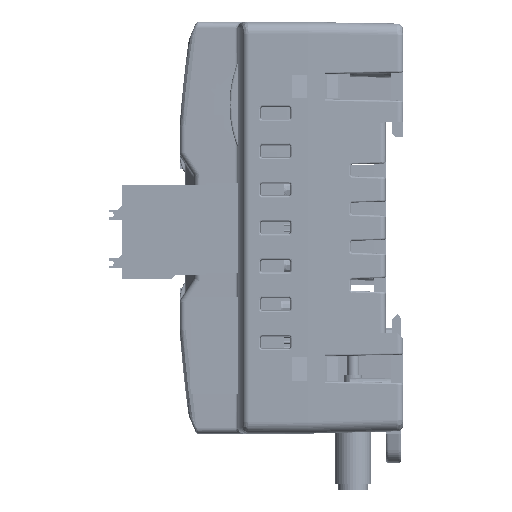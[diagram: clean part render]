
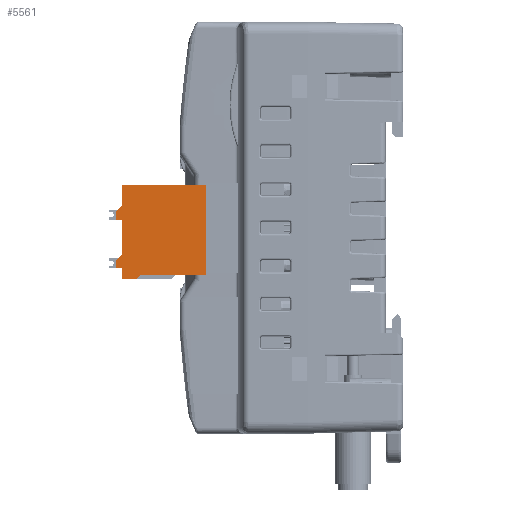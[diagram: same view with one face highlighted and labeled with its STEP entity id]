
A CAD part, left-side view. The second image highlights one B-rep face of the part: STEP entity #5561.
In plain terms, the highlighted planar face has unit normal (-1, 0, 0).
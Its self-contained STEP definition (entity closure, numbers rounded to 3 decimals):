
#87=DIRECTION('',(0.,0.,-1.));
#88=VECTOR('',#87,3.55);
#89=CARTESIAN_POINT('',(-267.103,47.8,7.23));
#90=LINE('',#89,#88);
#103=DIRECTION('',(0.,0.,-1.));
#104=VECTOR('',#103,6.);
#105=CARTESIAN_POINT('',(-267.103,47.8,1.38));
#106=LINE('',#105,#104);
#119=DIRECTION('',(0.,0.,-1.));
#120=VECTOR('',#119,1.85);
#121=CARTESIAN_POINT('',(-267.103,47.8,-6.92));
#122=LINE('',#121,#120);
#599=DIRECTION('',(0.,0.,1.));
#600=VECTOR('',#599,14.85);
#601=CARTESIAN_POINT('',(-267.103,33.5,-7.62));
#602=LINE('',#601,#600);
#631=DIRECTION('',(0.,1.,0.));
#632=VECTOR('',#631,11.);
#633=CARTESIAN_POINT('',(-267.103,33.5,-7.97));
#634=LINE('',#633,#632);
#635=DIRECTION('',(0.,-0.707,0.707));
#636=VECTOR('',#635,1.131);
#637=CARTESIAN_POINT('',(-267.103,45.3,-8.77));
#638=LINE('',#637,#636);
#639=DIRECTION('',(0.,-1.,0.));
#640=VECTOR('',#639,2.5);
#641=CARTESIAN_POINT('',(-267.103,47.8,-8.77));
#642=LINE('',#641,#640);
#643=DIRECTION('',(0.,-1.,0.));
#644=VECTOR('',#643,1.);
#645=CARTESIAN_POINT('',(-267.103,48.8,-6.92));
#646=LINE('',#645,#644);
#647=DIRECTION('',(0.,0.,-1.));
#648=VECTOR('',#647,1.3);
#649=CARTESIAN_POINT('',(-267.103,48.8,-5.62));
#650=LINE('',#649,#648);
#651=DIRECTION('',(0.,0.707,-0.707));
#652=VECTOR('',#651,1.414);
#653=CARTESIAN_POINT('',(-267.103,47.8,-4.62));
#654=LINE('',#653,#652);
#655=DIRECTION('',(0.,-1.,0.));
#656=VECTOR('',#655,1.);
#657=CARTESIAN_POINT('',(-267.103,48.8,1.38));
#658=LINE('',#657,#656);
#659=DIRECTION('',(0.,0.,-1.));
#660=VECTOR('',#659,1.3);
#661=CARTESIAN_POINT('',(-267.103,48.8,2.68));
#662=LINE('',#661,#660);
#663=DIRECTION('',(0.,0.707,-0.707));
#664=VECTOR('',#663,1.414);
#665=CARTESIAN_POINT('',(-267.103,47.8,3.68));
#666=LINE('',#665,#664);
#667=DIRECTION('',(0.,0.,1.));
#668=VECTOR('',#667,0.35);
#669=CARTESIAN_POINT('',(-267.103,33.5,-7.97));
#670=LINE('',#669,#668);
#2891=DIRECTION('',(0.,1.,0.));
#2892=VECTOR('',#2891,14.3);
#2893=CARTESIAN_POINT('',(-267.103,33.5,7.23));
#2894=LINE('',#2893,#2892);
#3858=CARTESIAN_POINT('',(-267.103,33.5,-7.97));
#3860=VERTEX_POINT('',#3858);
#3861=CARTESIAN_POINT('',(-267.103,47.8,7.23));
#3863=VERTEX_POINT('',#3861);
#3865=CARTESIAN_POINT('',(-267.103,47.8,-8.77));
#3866=CARTESIAN_POINT('',(-267.103,45.3,-8.77));
#3867=VERTEX_POINT('',#3865);
#3868=VERTEX_POINT('',#3866);
#3886=CARTESIAN_POINT('',(-267.103,44.5,-7.97));
#3888=VERTEX_POINT('',#3886);
#3973=CARTESIAN_POINT('',(-267.103,48.8,2.68));
#3974=CARTESIAN_POINT('',(-267.103,48.8,1.38));
#3975=VERTEX_POINT('',#3973);
#3976=VERTEX_POINT('',#3974);
#3977=CARTESIAN_POINT('',(-267.103,48.8,-5.62));
#3978=CARTESIAN_POINT('',(-267.103,48.8,-6.92));
#3979=VERTEX_POINT('',#3977);
#3980=VERTEX_POINT('',#3978);
#3989=CARTESIAN_POINT('',(-267.103,47.8,3.68));
#3990=VERTEX_POINT('',#3989);
#3991=CARTESIAN_POINT('',(-267.103,47.8,1.38));
#3992=CARTESIAN_POINT('',(-267.103,47.8,-4.62));
#3993=VERTEX_POINT('',#3991);
#3994=VERTEX_POINT('',#3992);
#3995=CARTESIAN_POINT('',(-267.103,47.8,-6.92));
#3996=VERTEX_POINT('',#3995);
#4293=CARTESIAN_POINT('',(-267.103,33.5,-7.62));
#4294=CARTESIAN_POINT('',(-267.103,33.5,7.23));
#4295=VERTEX_POINT('',#4293);
#4296=VERTEX_POINT('',#4294);
#5534=CARTESIAN_POINT('',(-267.103,33.5,-7.97));
#5535=DIRECTION('',(-1.,0.,0.));
#5536=DIRECTION('',(0.,0.,1.));
#5537=AXIS2_PLACEMENT_3D('',#5534,#5535,#5536);
#5538=PLANE('',#5537);
#5539=ORIENTED_EDGE('',*,*,#5509,.F.);
#5541=ORIENTED_EDGE('',*,*,#5540,.F.);
#5543=ORIENTED_EDGE('',*,*,#5542,.T.);
#5545=ORIENTED_EDGE('',*,*,#5544,.F.);
#5547=ORIENTED_EDGE('',*,*,#5546,.F.);
#5548=ORIENTED_EDGE('',*,*,#4607,.F.);
#5549=ORIENTED_EDGE('',*,*,#4833,.F.);
#5550=ORIENTED_EDGE('',*,*,#5379,.F.);
#5551=ORIENTED_EDGE('',*,*,#5297,.F.);
#5552=ORIENTED_EDGE('',*,*,#4599,.F.);
#5553=ORIENTED_EDGE('',*,*,#5091,.F.);
#5554=ORIENTED_EDGE('',*,*,#5173,.F.);
#5555=ORIENTED_EDGE('',*,*,#4962,.F.);
#5556=ORIENTED_EDGE('',*,*,#4591,.F.);
#5558=ORIENTED_EDGE('',*,*,#5557,.F.);
#5559=EDGE_LOOP('',(#5539,#5541,#5543,#5545,#5547,#5548,#5549,#5550,#5551,#5552,
#5553,#5554,#5555,#5556,#5558));
#5560=FACE_OUTER_BOUND('',#5559,.F.);
#5561=ADVANCED_FACE('',(#5560),#5538,.T.);
#4591=EDGE_CURVE('',#3863,#3990,#90,.T.);
#4599=EDGE_CURVE('',#3993,#3994,#106,.T.);
#4607=EDGE_CURVE('',#3996,#3867,#122,.T.);
#4833=EDGE_CURVE('',#3980,#3996,#646,.T.);
#4962=EDGE_CURVE('',#3990,#3975,#666,.T.);
#5091=EDGE_CURVE('',#3976,#3993,#658,.T.);
#5173=EDGE_CURVE('',#3975,#3976,#662,.T.);
#5297=EDGE_CURVE('',#3994,#3979,#654,.T.);
#5379=EDGE_CURVE('',#3979,#3980,#650,.T.);
#5509=EDGE_CURVE('',#4295,#4296,#602,.T.);
#5540=EDGE_CURVE('',#3860,#4295,#670,.T.);
#5542=EDGE_CURVE('',#3860,#3888,#634,.T.);
#5544=EDGE_CURVE('',#3868,#3888,#638,.T.);
#5546=EDGE_CURVE('',#3867,#3868,#642,.T.);
#5557=EDGE_CURVE('',#4296,#3863,#2894,.T.);
